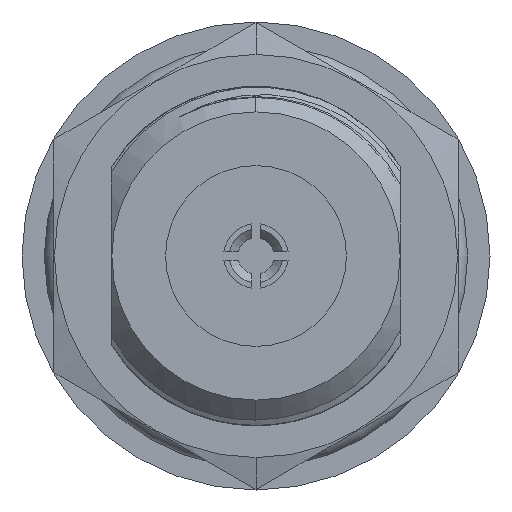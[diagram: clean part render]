
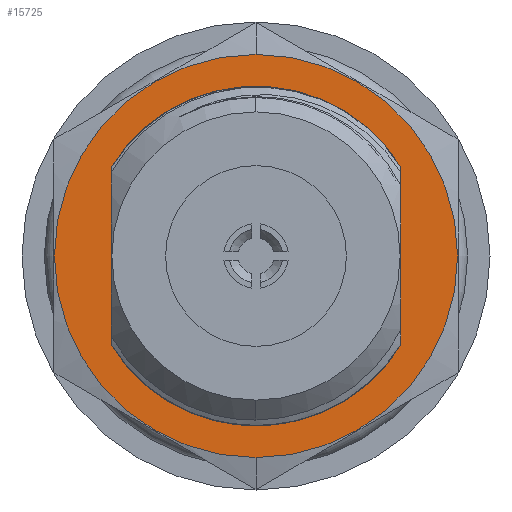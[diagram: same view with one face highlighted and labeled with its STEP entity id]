
A CAD part, left-side view. The second image highlights one B-rep face of the part: STEP entity #15725.
In plain terms, the highlighted planar face has unit normal (-1, 0, 0).
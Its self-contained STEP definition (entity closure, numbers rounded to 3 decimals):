
#369=CARTESIAN_POINT('',(-8.75,2.552,7.556));
#370=CARTESIAN_POINT('',(-8.75,2.152,7.68));
#371=CARTESIAN_POINT('',(-8.75,1.347,7.863));
#372=CARTESIAN_POINT('',(-8.75,0.101,7.946));
#373=CARTESIAN_POINT('',(-8.75,-1.128,7.836));
#374=CARTESIAN_POINT('',(-8.75,-2.332,7.534));
#375=CARTESIAN_POINT('',(-8.75,-3.462,7.052));
#376=CARTESIAN_POINT('',(-8.75,-4.504,6.4));
#377=CARTESIAN_POINT('',(-8.75,-5.429,5.595));
#378=CARTESIAN_POINT('',(-8.75,-6.212,4.658));
#379=CARTESIAN_POINT('',(-8.75,-6.628,3.965));
#380=CARTESIAN_POINT('',(-8.75,-6.81,3.599));
#400=CARTESIAN_POINT('',(-8.75,-6.81,-3.199));
#401=CARTESIAN_POINT('',(-8.75,-6.676,-3.468));
#402=CARTESIAN_POINT('',(-8.75,-6.377,-3.983));
#403=CARTESIAN_POINT('',(-8.75,-5.84,-4.699));
#404=CARTESIAN_POINT('',(-8.75,-5.432,-5.126));
#405=CARTESIAN_POINT('',(-8.75,-5.214,-5.329));
#1422=CARTESIAN_POINT('',(-8.75,0.,0.));
#1423=DIRECTION('',(1.,0.,0.));
#1424=DIRECTION('',(0.,0.854,0.52));
#1425=AXIS2_PLACEMENT_3D('',#1422,#1423,#1424);
#1687=CARTESIAN_POINT('',(-8.75,-5.214,-5.329));
#1688=CARTESIAN_POINT('',(-8.75,-4.952,-5.599));
#1689=CARTESIAN_POINT('',(-8.75,-4.396,-6.091));
#1690=CARTESIAN_POINT('',(-8.75,-3.46,-6.699));
#1691=CARTESIAN_POINT('',(-8.75,-2.453,-7.16));
#1692=CARTESIAN_POINT('',(-8.75,-1.371,-7.473));
#1693=CARTESIAN_POINT('',(-8.75,-0.231,-7.626));
#1694=CARTESIAN_POINT('',(-8.75,0.976,-7.6));
#1695=CARTESIAN_POINT('',(-8.75,2.178,-7.378));
#1696=CARTESIAN_POINT('',(-8.75,3.326,-6.97));
#1697=CARTESIAN_POINT('',(-8.75,4.396,-6.386));
#1698=CARTESIAN_POINT('',(-8.75,5.357,-5.646));
#1699=CARTESIAN_POINT('',(-8.75,6.19,-4.764));
#1700=CARTESIAN_POINT('',(-8.75,6.619,-4.143));
#1701=CARTESIAN_POINT('',(-8.75,6.81,-3.822));
#1703=CARTESIAN_POINT('',(-8.75,0.,0.));
#1704=DIRECTION('',(-1.,0.,0.));
#1705=DIRECTION('',(0.,0.,-1.));
#1706=AXIS2_PLACEMENT_3D('',#1703,#1704,#1705);
#1708=CARTESIAN_POINT('',(-8.75,0.,0.));
#1709=DIRECTION('',(1.,0.,0.));
#1710=DIRECTION('',(0.,0.,-1.));
#1711=AXIS2_PLACEMENT_3D('',#1708,#1709,#1710);
#1713=DIRECTION('',(0.,0.,-1.));
#1714=VECTOR('',#1713,6.799);
#1715=CARTESIAN_POINT('',(-8.75,-6.81,3.599));
#1716=LINE('',#1715,#1714);
#1717=DIRECTION('',(0.,0.,1.));
#1718=VECTOR('',#1717,7.972);
#1719=CARTESIAN_POINT('',(-8.75,6.81,-3.822));
#1720=LINE('',#1719,#1718);
#5270=CARTESIAN_POINT('',(-8.75,0.,-9.475));
#5271=CARTESIAN_POINT('',(-8.75,0.,9.475));
#5272=VERTEX_POINT('',#5270);
#5273=VERTEX_POINT('',#5271);
#5486=CARTESIAN_POINT('',(-8.75,6.81,4.15));
#5487=VERTEX_POINT('',#5486);
#5632=VERTEX_POINT('',#1687);
#5633=VERTEX_POINT('',#1701);
#5634=VERTEX_POINT('',#369);
#5635=VERTEX_POINT('',#380);
#5636=VERTEX_POINT('',#400);
#15706=CARTESIAN_POINT('',(-8.75,0.,0.));
#15707=DIRECTION('',(1.,0.,0.));
#15708=DIRECTION('',(0.,0.,1.));
#15709=AXIS2_PLACEMENT_3D('',#15706,#15707,#15708);
#15710=PLANE('',#15709);
#15712=ORIENTED_EDGE('',*,*,#15711,.F.);
#15714=ORIENTED_EDGE('',*,*,#15713,.T.);
#15715=EDGE_LOOP('',(#15712,#15714));
#15716=FACE_OUTER_BOUND('',#15715,.F.);
#15717=ORIENTED_EDGE('',*,*,#5644,.F.);
#15718=ORIENTED_EDGE('',*,*,#6664,.F.);
#15719=ORIENTED_EDGE('',*,*,#13641,.F.);
#15720=ORIENTED_EDGE('',*,*,#13653,.F.);
#15721=ORIENTED_EDGE('',*,*,#15645,.F.);
#15722=ORIENTED_EDGE('',*,*,#6817,.F.);
#15723=EDGE_LOOP('',(#15717,#15718,#15719,#15720,#15721,#15722));
#15724=FACE_BOUND('',#15723,.F.);
#381=B_SPLINE_CURVE_WITH_KNOTS('',3,(#369,#370,#371,#372,#373,#374,#375,#376,
#377,#378,#379,#380),.UNSPECIFIED.,.F.,.F.,(4,1,1,1,1,1,1,1,1,4),(0.,
0.111,0.222,0.333,0.444,
0.556,0.667,0.778,0.889,1.),
.UNSPECIFIED.);
#406=B_SPLINE_CURVE_WITH_KNOTS('',3,(#400,#401,#402,#403,#404,#405),
.UNSPECIFIED.,.F.,.F.,(4,1,1,4),(0.,0.333,0.667,1.),
.UNSPECIFIED.);
#1426=CIRCLE('',#1425,7.975);
#1702=B_SPLINE_CURVE_WITH_KNOTS('',3,(#1687,#1688,#1689,#1690,#1691,#1692,#1693,
#1694,#1695,#1696,#1697,#1698,#1699,#1700,#1701),.UNSPECIFIED.,.F.,.F.,(4,1,1,1,
1,1,1,1,1,1,1,1,4),(0.,0.083,0.167,0.25,
0.333,0.417,0.5,0.583,0.667,
0.75,0.833,0.917,1.),.UNSPECIFIED.);
#1707=CIRCLE('',#1706,9.475);
#1712=CIRCLE('',#1711,9.475);
#5644=EDGE_CURVE('',#5635,#5636,#1716,.T.);
#6664=EDGE_CURVE('',#5634,#5635,#381,.T.);
#6817=EDGE_CURVE('',#5636,#5632,#406,.T.);
#13641=EDGE_CURVE('',#5487,#5634,#1426,.T.);
#13653=EDGE_CURVE('',#5633,#5487,#1720,.T.);
#15645=EDGE_CURVE('',#5632,#5633,#1702,.T.);
#15711=EDGE_CURVE('',#5272,#5273,#1707,.T.);
#15713=EDGE_CURVE('',#5272,#5273,#1712,.T.);
#15725=ADVANCED_FACE('',(#15716,#15724),#15710,.F.);
